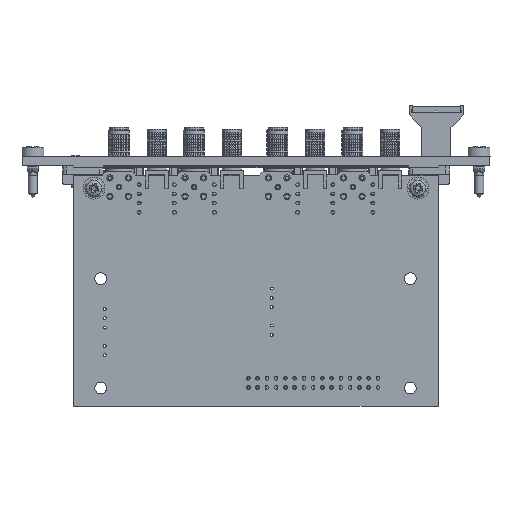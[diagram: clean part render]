
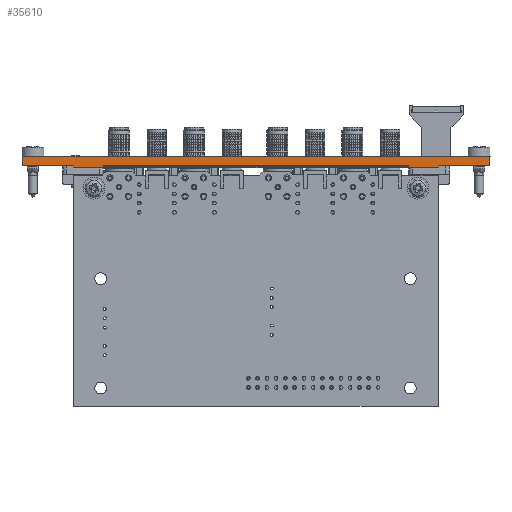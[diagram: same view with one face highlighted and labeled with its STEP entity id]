
A CAD part, front view. The second image highlights one B-rep face of the part: STEP entity #35610.
In plain terms, the highlighted face is planar.
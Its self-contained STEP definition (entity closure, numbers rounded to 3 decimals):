
#4958=FACE_OUTER_BOUND('',#7209,.T.);
#7209=EDGE_LOOP('',(#31906,#31907,#31908,#31909,#31910,#31911,#31912,#31913));
#10391=LINE('',#63718,#13690);
#10427=LINE('',#63889,#13726);
#10432=LINE('',#63899,#13731);
#10443=LINE('',#63920,#13742);
#10453=LINE('',#63941,#13752);
#10455=LINE('',#63944,#13754);
#10462=LINE('',#63971,#13761);
#10478=LINE('',#64017,#13777);
#13690=VECTOR('',#48566,10.);
#13726=VECTOR('',#48694,10.);
#13731=VECTOR('',#48701,1.);
#13742=VECTOR('',#48720,1.);
#13752=VECTOR('',#48742,1.);
#13754=VECTOR('',#48744,1.);
#13761=VECTOR('',#48769,1.);
#13777=VECTOR('',#48823,1.);
#17044=VERTEX_POINT('',#63715);
#17045=VERTEX_POINT('',#63717);
#17095=VERTEX_POINT('',#63886);
#17096=VERTEX_POINT('',#63888);
#17099=VERTEX_POINT('',#63896);
#17100=VERTEX_POINT('',#63898);
#17106=VERTEX_POINT('',#63918);
#17112=VERTEX_POINT('',#63942);
#21965=EDGE_CURVE('',#17044,#17045,#10391,.T.);
#22031=EDGE_CURVE('',#17095,#17096,#10427,.T.);
#22036=EDGE_CURVE('',#17100,#17099,#10432,.T.);
#22047=EDGE_CURVE('',#17095,#17106,#10443,.T.);
#22058=EDGE_CURVE('',#17045,#17106,#10453,.T.);
#22060=EDGE_CURVE('',#17112,#17099,#10455,.T.);
#22075=EDGE_CURVE('',#17100,#17044,#10462,.T.);
#22100=EDGE_CURVE('',#17096,#17112,#10478,.T.);
#31906=ORIENTED_EDGE('',*,*,#21965,.F.);
#31907=ORIENTED_EDGE('',*,*,#22075,.F.);
#31908=ORIENTED_EDGE('',*,*,#22036,.T.);
#31909=ORIENTED_EDGE('',*,*,#22060,.F.);
#31910=ORIENTED_EDGE('',*,*,#22100,.F.);
#31911=ORIENTED_EDGE('',*,*,#22031,.F.);
#31912=ORIENTED_EDGE('',*,*,#22047,.T.);
#31913=ORIENTED_EDGE('',*,*,#22058,.F.);
#33687=PLANE('',#39381);
#35610=ADVANCED_FACE('',(#4958),#33687,.F.);
#39381=AXIS2_PLACEMENT_3D('',#64016,#48821,#48822);
#48566=DIRECTION('',(0.,0.,-1.));
#48694=DIRECTION('',(0.,1.,0.));
#48701=DIRECTION('',(0.,0.,-1.));
#48720=DIRECTION('',(0.,0.,1.));
#48742=DIRECTION('',(0.,1.,0.));
#48744=DIRECTION('',(0.,1.,0.));
#48769=DIRECTION('',(0.,-1.,0.));
#48821=DIRECTION('center_axis',(1.,0.,0.));
#48822=DIRECTION('ref_axis',(0.,0.,1.));
#48823=DIRECTION('',(0.,0.,1.));
#63715=CARTESIAN_POINT('',(-7.45,-3.,2.5));
#63717=CARTESIAN_POINT('',(-7.45,-3.,0.));
#63718=CARTESIAN_POINT('',(-7.45,-3.,1.004));
#63886=CARTESIAN_POINT('',(-7.45,11.2,-0.491));
#63888=CARTESIAN_POINT('',(-7.45,111.2,-0.491));
#63889=CARTESIAN_POINT('',(-7.45,67.788,-0.491));
#63896=CARTESIAN_POINT('',(-7.45,125.4,0.));
#63898=CARTESIAN_POINT('',(-7.45,125.4,2.5));
#63899=CARTESIAN_POINT('',(-7.45,125.4,2.5));
#63918=CARTESIAN_POINT('',(-7.45,11.2,0.));
#63920=CARTESIAN_POINT('',(-7.45,11.2,-28.212));
#63941=CARTESIAN_POINT('',(-7.45,11.2,0.));
#63942=CARTESIAN_POINT('',(-7.45,111.2,0.));
#63944=CARTESIAN_POINT('',(-7.45,111.2,0.));
#63971=CARTESIAN_POINT('',(-7.45,125.4,2.5));
#64016=CARTESIAN_POINT('Origin',(-7.45,10.175,2.5));
#64017=CARTESIAN_POINT('',(-7.45,111.2,-28.212));
